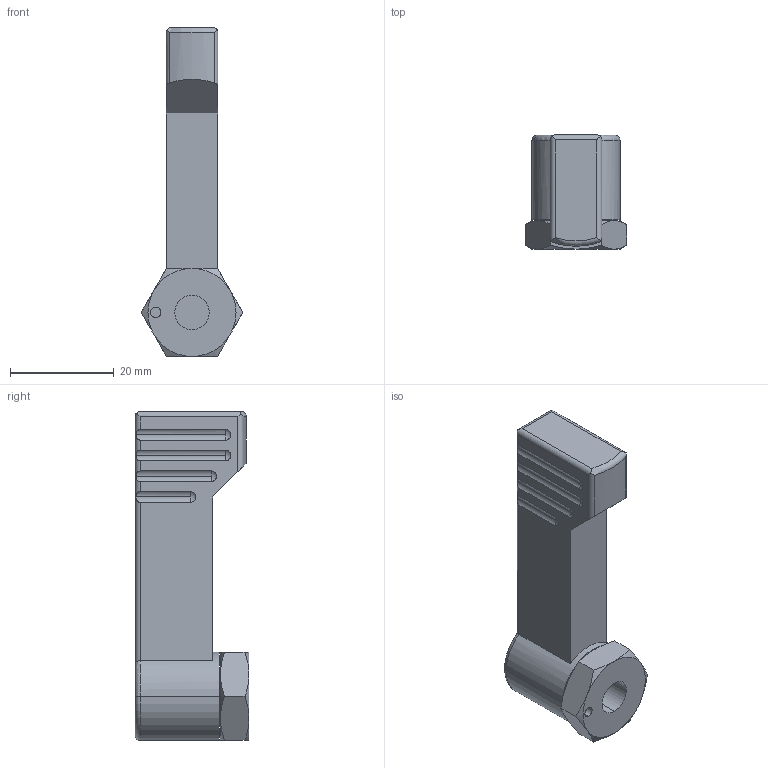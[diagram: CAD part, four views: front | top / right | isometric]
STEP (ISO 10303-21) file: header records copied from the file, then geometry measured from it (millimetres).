
FILE_DESCRIPTION(('STEP AP214'),'1');
FILE_NAME('HALDERN_EH_24101_0233.stp','2020-04-22T11:24:27',('TraceParts'),('TraceParts S.A.'),'Spatial InterOp 3D',' ',' ');
FILE_SCHEMA(('AUTOMOTIVE_DESIGN { 1 0 10303 214 1 1 1 1 }'));
Length unit declared in the file: millimetre
Products named in the file (1): HALDERN_EH_24101_0233_1
Bounding box: 19.63 x 22 x 63.5 mm (x, y, z)
Volume: 12495.8 mm3; surface area: 5162.4 mm2
Topology: 2 solids, 2 shells, 88 faces, 215 edges, 138 vertices
Faces by surface type: cylinder 42, plane 22, cone 12, sphere 8, torus 4
Entity records: 3605 total; most frequent: CARTESIAN_POINT 817, DIRECTION 441, ORIENTED_EDGE 430, EDGE_CURVE 215, AXIS2_PLACEMENT_3D 182, VERTEX_POINT 138, EDGE_LOOP 97, STYLED_ITEM 90
